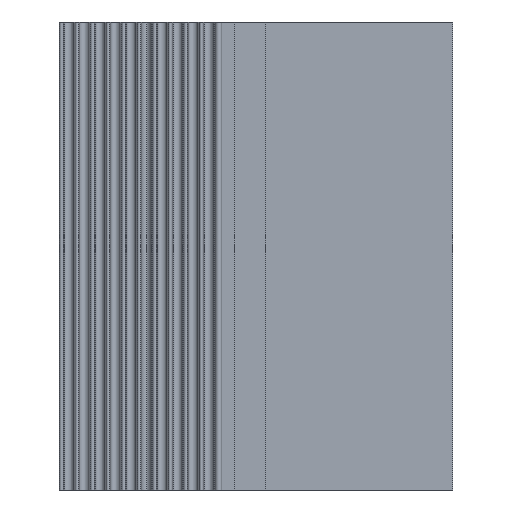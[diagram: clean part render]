
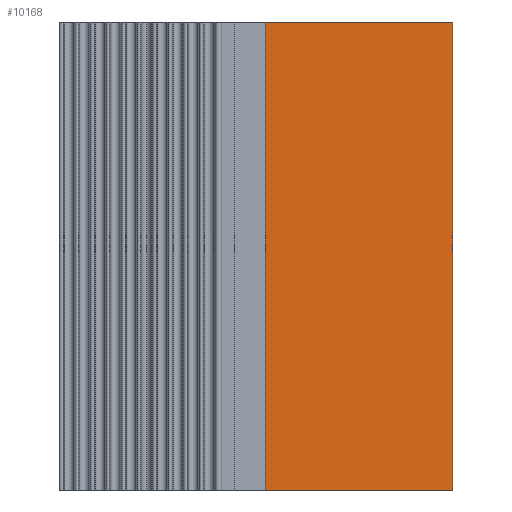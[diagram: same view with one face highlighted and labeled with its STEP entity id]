
A CAD part, left-side view. The second image highlights one B-rep face of the part: STEP entity #10168.
In plain terms, the highlighted planar face has unit normal (-1, 0, 0).
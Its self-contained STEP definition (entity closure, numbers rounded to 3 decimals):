
#161=DIRECTION('',(0.,-1.,0.));
#162=VECTOR('',#161,30.);
#163=CARTESIAN_POINT('',(0.,30.,-37.5));
#164=LINE('',#163,#162);
#3000=DIRECTION('',(0.,-1.,0.));
#3001=VECTOR('',#3000,30.);
#3002=CARTESIAN_POINT('',(0.,30.,37.5));
#3003=LINE('',#3002,#3001);
#3640=DIRECTION('',(0.,0.,1.));
#3641=VECTOR('',#3640,75.);
#3642=CARTESIAN_POINT('',(0.,0.,-37.5));
#3643=LINE('',#3642,#3641);
#3644=DIRECTION('',(0.,0.,1.));
#3645=VECTOR('',#3644,75.);
#3646=CARTESIAN_POINT('',(0.,30.,-37.5));
#3647=LINE('',#3646,#3645);
#3962=CARTESIAN_POINT('',(0.,0.,-37.5));
#3963=CARTESIAN_POINT('',(0.,0.,37.5));
#3964=VERTEX_POINT('',#3962);
#3965=VERTEX_POINT('',#3963);
#4130=CARTESIAN_POINT('',(0.,30.,-37.5));
#4131=CARTESIAN_POINT('',(0.,30.,37.5));
#4132=VERTEX_POINT('',#4130);
#4133=VERTEX_POINT('',#4131);
#10156=CARTESIAN_POINT('',(0.,37.,-37.5));
#10157=DIRECTION('',(-1.,0.,0.));
#10158=DIRECTION('',(0.,-1.,0.));
#10159=AXIS2_PLACEMENT_3D('',#10156,#10157,#10158);
#10160=PLANE('',#10159);
#10162=ORIENTED_EDGE('',*,*,#10161,.T.);
#10163=ORIENTED_EDGE('',*,*,#9224,.T.);
#10164=ORIENTED_EDGE('',*,*,#10150,.F.);
#10165=ORIENTED_EDGE('',*,*,#5333,.F.);
#10166=EDGE_LOOP('',(#10162,#10163,#10164,#10165));
#10167=FACE_OUTER_BOUND('',#10166,.F.);
#5333=EDGE_CURVE('',#4132,#3964,#164,.T.);
#9224=EDGE_CURVE('',#4133,#3965,#3003,.T.);
#10150=EDGE_CURVE('',#3964,#3965,#3643,.T.);
#10161=EDGE_CURVE('',#4132,#4133,#3647,.T.);
#10168=ADVANCED_FACE('',(#10167),#10160,.T.);
